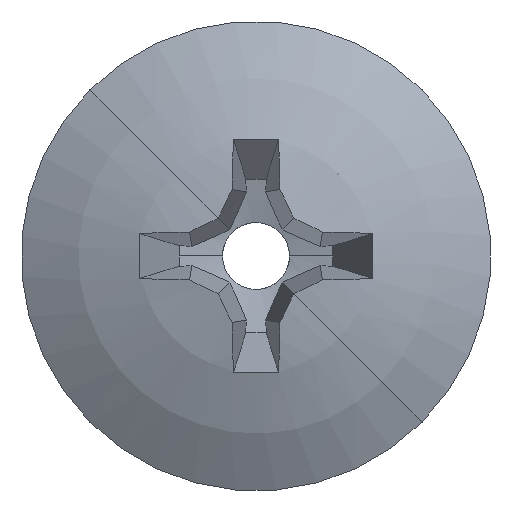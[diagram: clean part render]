
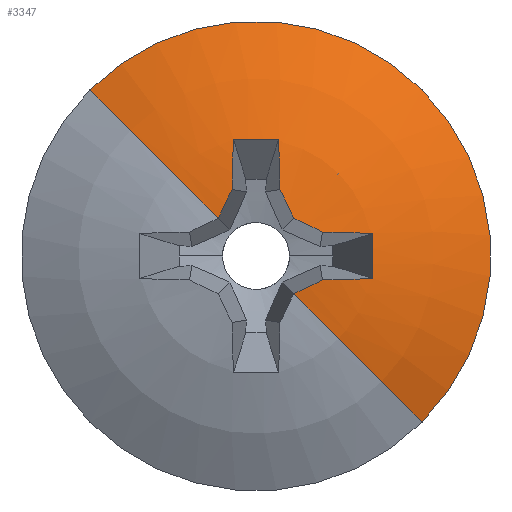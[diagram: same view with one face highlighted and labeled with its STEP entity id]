
A CAD part, left-side view. The second image highlights one B-rep face of the part: STEP entity #3347.
In plain terms, the highlighted spherical face has radius 8.795 mm.
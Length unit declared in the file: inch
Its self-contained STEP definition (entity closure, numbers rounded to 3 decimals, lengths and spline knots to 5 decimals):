
#1264=CARTESIAN_POINT('',(-0.12562,-0.04971,
0.02338));
#1265=CARTESIAN_POINT('',(-0.12574,-0.04933,
0.02229));
#1266=CARTESIAN_POINT('',(-0.12599,-0.04858,
0.02013));
#1267=CARTESIAN_POINT('',(-0.12632,-0.04746,
0.01693));
#1268=CARTESIAN_POINT('',(-0.12662,-0.04632,
0.0137));
#1269=CARTESIAN_POINT('',(-0.12689,-0.04517,
0.01042));
#1270=CARTESIAN_POINT('',(-0.12713,-0.04398,
0.00707));
#1271=CARTESIAN_POINT('',(-0.12734,-0.04275,
0.00362));
#1272=CARTESIAN_POINT('',(-0.12746,-0.0419,
0.00122));
#1273=CARTESIAN_POINT('',(-0.12751,-0.04146,0.));
#1275=CARTESIAN_POINT('',(0.21277,0.01856,
0.01856));
#1276=DIRECTION('',(-0.131,0.701,0.701));
#1277=DIRECTION('',(-0.98,-0.198,0.014));
#1278=AXIS2_PLACEMENT_3D('',#1275,#1276,#1277);
#1280=CARTESIAN_POINT('',(0.19741,0.03114,
-0.03114));
#1281=DIRECTION('',(-0.393,0.65,-0.65));
#1282=DIRECTION('',(-0.918,-0.314,0.242));
#1283=AXIS2_PLACEMENT_3D('',#1280,#1281,#1282);
#1285=CARTESIAN_POINT('',(0.21277,-0.01856,
-0.01856));
#1286=DIRECTION('',(0.131,0.701,0.701));
#1287=DIRECTION('',(-0.98,-0.014,0.198));
#1288=AXIS2_PLACEMENT_3D('',#1285,#1286,#1287);
#1290=CARTESIAN_POINT('',(-0.12751,0.,0.04146));
#1291=CARTESIAN_POINT('',(-0.1274,-0.00254,
0.04237));
#1292=CARTESIAN_POINT('',(-0.12712,-0.00759,
0.04417));
#1293=CARTESIAN_POINT('',(-0.12653,-0.01499,
0.04678));
#1294=CARTESIAN_POINT('',(-0.12596,-0.02051,
0.04871));
#1295=CARTESIAN_POINT('',(-0.12562,-0.02338,
0.04971));
#1297=CARTESIAN_POINT('',(-0.12562,0.02338,
0.04971));
#1298=CARTESIAN_POINT('',(-0.12596,0.02049,
0.0487));
#1299=CARTESIAN_POINT('',(-0.12653,0.01495,
0.04677));
#1300=CARTESIAN_POINT('',(-0.12712,0.00753,
0.04415));
#1301=CARTESIAN_POINT('',(-0.1274,0.00251,
0.04236));
#1302=CARTESIAN_POINT('',(-0.12751,0.,0.04146));
#1304=CARTESIAN_POINT('',(0.21277,0.01856,
-0.01856));
#1305=DIRECTION('',(0.131,-0.701,0.701));
#1306=DIRECTION('',(-0.957,0.096,0.275));
#1307=AXIS2_PLACEMENT_3D('',#1304,#1305,#1306);
#1309=CARTESIAN_POINT('',(0.19741,-0.03114,
-0.03114));
#1310=DIRECTION('',(0.393,0.65,0.65));
#1311=DIRECTION('',(-0.918,0.314,0.242));
#1312=AXIS2_PLACEMENT_3D('',#1309,#1310,#1311);
#1314=CARTESIAN_POINT('',(0.21277,-0.01856,
0.01856));
#1315=DIRECTION('',(0.131,0.701,-0.701));
#1316=DIRECTION('',(-0.98,0.198,0.014));
#1317=AXIS2_PLACEMENT_3D('',#1314,#1315,#1316);
#1319=CARTESIAN_POINT('',(-0.12751,0.04146,0.));
#1320=CARTESIAN_POINT('',(-0.12746,0.04189,
0.00122));
#1321=CARTESIAN_POINT('',(-0.12734,0.04275,
0.0036));
#1322=CARTESIAN_POINT('',(-0.12713,0.04397,
0.00704));
#1323=CARTESIAN_POINT('',(-0.12689,0.04516,
0.01039));
#1324=CARTESIAN_POINT('',(-0.12662,0.04631,
0.01366));
#1325=CARTESIAN_POINT('',(-0.12632,0.04745,
0.0169));
#1326=CARTESIAN_POINT('',(-0.12599,0.04857,
0.02012));
#1327=CARTESIAN_POINT('',(-0.12574,0.04933,0.02229));
#1328=CARTESIAN_POINT('',(-0.12562,0.04971,
0.02338));
#1330=CARTESIAN_POINT('',(-0.078,0.,0.));
#1331=DIRECTION('',(1.,0.,0.));
#1332=DIRECTION('',(0.,1.,0.));
#1333=AXIS2_PLACEMENT_3D('',#1330,#1331,#1332);
#1410=CARTESIAN_POINT('',(0.21625,0.,0.));
#1411=DIRECTION('',(0.,0.,-1.));
#1412=DIRECTION('',(-0.85,-0.527,0.));
#1413=AXIS2_PLACEMENT_3D('',#1410,#1411,#1412);
#1420=CARTESIAN_POINT('',(0.21625,0.,0.));
#1421=DIRECTION('',(0.,0.,1.));
#1422=DIRECTION('',(-0.85,0.527,0.));
#1423=AXIS2_PLACEMENT_3D('',#1420,#1421,#1422);
#2302=CARTESIAN_POINT('',(-0.078,0.1825,0.));
#2304=VERTEX_POINT('',#2302);
#2306=CARTESIAN_POINT('',(-0.078,-0.1825,0.));
#2308=VERTEX_POINT('',#2306);
#2357=VERTEX_POINT('',#1264);
#2358=VERTEX_POINT('',#1273);
#2359=CARTESIAN_POINT('',(-0.11747,-0.07649,
0.05169));
#2360=VERTEX_POINT('',#2359);
#2361=CARTESIAN_POINT('',(-0.11747,-0.05169,
0.07649));
#2362=VERTEX_POINT('',#2361);
#2363=CARTESIAN_POINT('',(-0.12562,-0.02338,
0.04971));
#2364=VERTEX_POINT('',#2363);
#2365=VERTEX_POINT('',#1290);
#2366=VERTEX_POINT('',#1297);
#2367=CARTESIAN_POINT('',(-0.11747,0.05169,
0.07649));
#2368=VERTEX_POINT('',#2367);
#2369=CARTESIAN_POINT('',(-0.11747,0.07649,
0.05169));
#2370=VERTEX_POINT('',#2369);
#2371=CARTESIAN_POINT('',(-0.12562,0.04971,
0.02338));
#2372=VERTEX_POINT('',#2371);
#2373=VERTEX_POINT('',#1319);
#3316=CARTESIAN_POINT('',(0.21625,0.,0.));
#3317=DIRECTION('',(1.,0.,0.));
#3318=DIRECTION('',(0.,-1.,0.));
#3319=AXIS2_PLACEMENT_3D('',#3316,#3317,#3318);
#3320=SPHERICAL_SURFACE('',#3319,0.34625);
#3322=ORIENTED_EDGE('',*,*,#3321,.F.);
#3323=ORIENTED_EDGE('',*,*,#3309,.T.);
#3324=ORIENTED_EDGE('',*,*,#3297,.T.);
#3326=ORIENTED_EDGE('',*,*,#3325,.F.);
#3328=ORIENTED_EDGE('',*,*,#3327,.F.);
#3330=ORIENTED_EDGE('',*,*,#3329,.F.);
#3332=ORIENTED_EDGE('',*,*,#3331,.F.);
#3334=ORIENTED_EDGE('',*,*,#3333,.F.);
#3336=ORIENTED_EDGE('',*,*,#3335,.F.);
#3338=ORIENTED_EDGE('',*,*,#3337,.F.);
#3340=ORIENTED_EDGE('',*,*,#3339,.F.);
#3342=ORIENTED_EDGE('',*,*,#3341,.T.);
#3344=ORIENTED_EDGE('',*,*,#3343,.T.);
#3345=EDGE_LOOP('',(#3322,#3323,#3324,#3326,#3328,#3330,#3332,#3334,#3336,#3338,
#3340,#3342,#3344));
#3346=FACE_OUTER_BOUND('',#3345,.F.);
#1274=B_SPLINE_CURVE_WITH_KNOTS('',3,(#1264,#1265,#1266,#1267,#1268,#1269,#1270,
#1271,#1272,#1273),.UNSPECIFIED.,.F.,.F.,(4,1,1,1,1,1,1,4),(0.,
0.14286,0.28571,0.42857,0.57143,
0.71429,0.85714,1.),.UNSPECIFIED.);
#1279=CIRCLE('',#1278,0.34524);
#1284=CIRCLE('',#1283,0.34292);
#1289=CIRCLE('',#1288,0.34524);
#1296=B_SPLINE_CURVE_WITH_KNOTS('',3,(#1290,#1291,#1292,#1293,#1294,#1295),
.UNSPECIFIED.,.F.,.F.,(4,1,1,4),(0.,0.33333,0.66667,1.),
.UNSPECIFIED.);
#1303=B_SPLINE_CURVE_WITH_KNOTS('',3,(#1297,#1298,#1299,#1300,#1301,#1302),
.UNSPECIFIED.,.F.,.F.,(4,1,1,4),(0.,0.33333,0.66667,1.),
.UNSPECIFIED.);
#1308=CIRCLE('',#1307,0.34524);
#1313=CIRCLE('',#1312,0.34292);
#1318=CIRCLE('',#1317,0.34524);
#1329=B_SPLINE_CURVE_WITH_KNOTS('',3,(#1319,#1320,#1321,#1322,#1323,#1324,#1325,
#1326,#1327,#1328),.UNSPECIFIED.,.F.,.F.,(4,1,1,1,1,1,1,4),(0.,
0.14286,0.28571,0.42857,0.57143,
0.71429,0.85714,1.),.UNSPECIFIED.);
#1334=CIRCLE('',#1333,0.1825);
#1414=CIRCLE('',#1413,0.34625);
#1424=CIRCLE('',#1423,0.34625);
#3297=EDGE_CURVE('',#2360,#2362,#1284,.T.);
#3309=EDGE_CURVE('',#2357,#2360,#1279,.T.);
#3321=EDGE_CURVE('',#2357,#2358,#1274,.T.);
#3325=EDGE_CURVE('',#2364,#2362,#1289,.T.);
#3327=EDGE_CURVE('',#2365,#2364,#1296,.T.);
#3329=EDGE_CURVE('',#2366,#2365,#1303,.T.);
#3331=EDGE_CURVE('',#2368,#2366,#1308,.T.);
#3333=EDGE_CURVE('',#2370,#2368,#1313,.T.);
#3335=EDGE_CURVE('',#2372,#2370,#1318,.T.);
#3337=EDGE_CURVE('',#2373,#2372,#1329,.T.);
#3339=EDGE_CURVE('',#2304,#2373,#1424,.T.);
#3341=EDGE_CURVE('',#2304,#2308,#1334,.T.);
#3343=EDGE_CURVE('',#2308,#2358,#1414,.T.);
#3347=ADVANCED_FACE('',(#3346),#3320,.T.);
